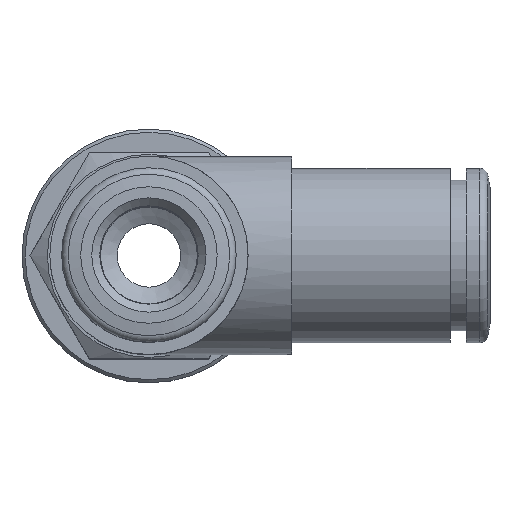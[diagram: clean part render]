
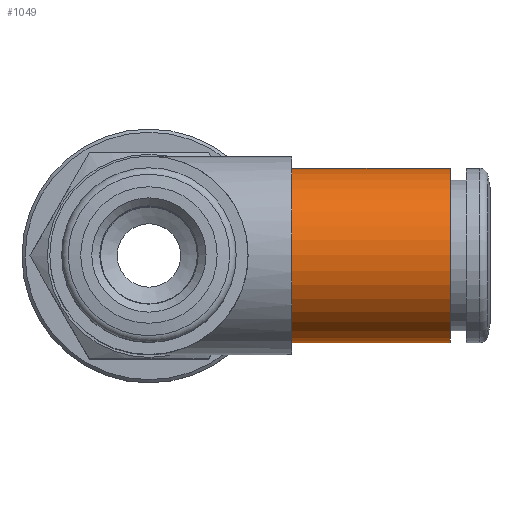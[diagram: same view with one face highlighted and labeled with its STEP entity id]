
A CAD part, top view. The second image highlights one B-rep face of the part: STEP entity #1049.
In plain terms, the highlighted cylindrical face has radius 5.5 mm (diameter 11 mm), a full revolution.
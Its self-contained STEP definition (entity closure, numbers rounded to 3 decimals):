
#191=FACE_BOUND('',#444,.T.);
#279=FACE_OUTER_BOUND('',#443,.T.);
#443=EDGE_LOOP('',(#925));
#444=EDGE_LOOP('',(#926));
#506=CIRCLE('',#1166,5.5);
#532=CIRCLE('',#1220,5.5);
#598=VERTEX_POINT('',#1808);
#627=VERTEX_POINT('',#2565);
#700=EDGE_CURVE('',#598,#598,#506,.T.);
#729=EDGE_CURVE('',#627,#627,#532,.T.);
#925=ORIENTED_EDGE('',*,*,#700,.T.);
#926=ORIENTED_EDGE('',*,*,#729,.F.);
#965=CYLINDRICAL_SURFACE('',#1221,5.5);
#1049=ADVANCED_FACE('',(#279,#191),#965,.T.);
#1166=AXIS2_PLACEMENT_3D('',#1809,#1455,#1456);
#1220=AXIS2_PLACEMENT_3D('',#2566,#1563,#1564);
#1221=AXIS2_PLACEMENT_3D('',#2567,#1565,#1566);
#1455=DIRECTION('center_axis',(1.,0.,0.));
#1456=DIRECTION('ref_axis',(0.,0.,1.));
#1563=DIRECTION('center_axis',(1.,0.,0.));
#1564=DIRECTION('ref_axis',(0.,0.,1.));
#1565=DIRECTION('center_axis',(1.,0.,0.));
#1566=DIRECTION('ref_axis',(0.,0.,1.));
#1808=CARTESIAN_POINT('',(37.229,10.025,34.771));
#1809=CARTESIAN_POINT('Origin',(37.229,10.025,29.271));
#2565=CARTESIAN_POINT('',(47.229,10.025,34.771));
#2566=CARTESIAN_POINT('Origin',(47.229,10.025,29.271));
#2567=CARTESIAN_POINT('Origin',(37.229,10.025,29.271));
